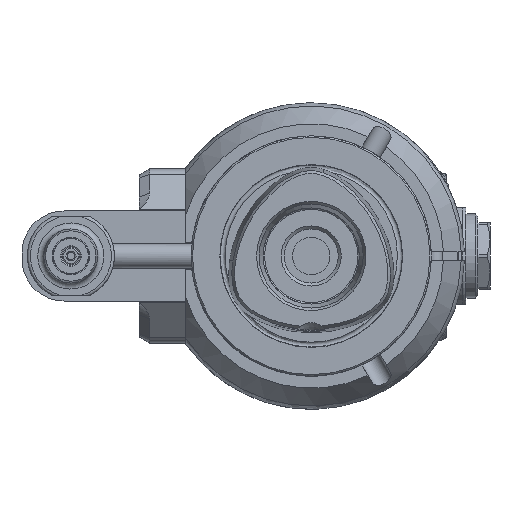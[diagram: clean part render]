
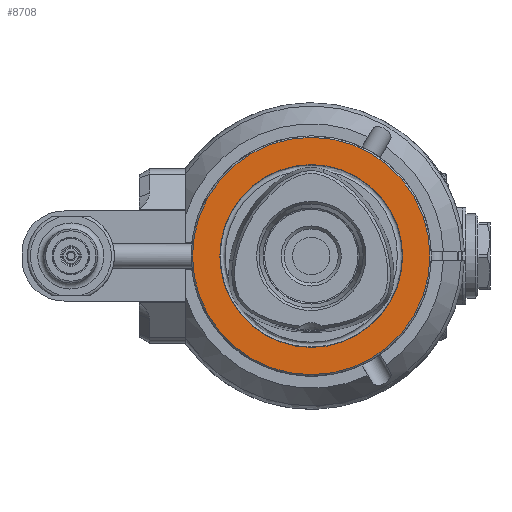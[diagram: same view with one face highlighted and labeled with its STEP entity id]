
A CAD part, left-side view. The second image highlights one B-rep face of the part: STEP entity #8708.
In plain terms, the highlighted planar face has unit normal (-1, 0, 0).
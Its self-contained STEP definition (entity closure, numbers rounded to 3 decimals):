
#282=FACE_BOUND('',#2109,.T.);
#1049=CIRCLE('',#9656,39.5);
#1050=CIRCLE('',#9658,30.414);
#1522=FACE_OUTER_BOUND('',#2108,.T.);
#2108=EDGE_LOOP('',(#7545));
#2109=EDGE_LOOP('',(#7546));
#4068=VERTEX_POINT('',#56497);
#4069=VERTEX_POINT('',#56501);
#5261=EDGE_CURVE('',#4068,#4068,#1049,.T.);
#5262=EDGE_CURVE('',#4069,#4069,#1050,.T.);
#7545=ORIENTED_EDGE('',*,*,#5261,.T.);
#7546=ORIENTED_EDGE('',*,*,#5262,.T.);
#8243=PLANE('',#9657);
#8708=ADVANCED_FACE('',(#1522,#282),#8243,.T.);
#9656=AXIS2_PLACEMENT_3D('',#56499,#11857,#11858);
#9657=AXIS2_PLACEMENT_3D('',#56500,#11859,#11860);
#9658=AXIS2_PLACEMENT_3D('',#56502,#11861,#11862);
#11857=DIRECTION('center_axis',(-1.,0.,0.));
#11858=DIRECTION('ref_axis',(0.,0.,
1.));
#11859=DIRECTION('center_axis',(-1.,0.,0.));
#11860=DIRECTION('ref_axis',(0.,0.,
-1.));
#11861=DIRECTION('center_axis',(1.,0.,0.));
#11862=DIRECTION('ref_axis',(0.,0.,-1.));
#56497=CARTESIAN_POINT('',(-78.,0.,-39.5));
#56499=CARTESIAN_POINT('Origin',(-78.,0.,
0.));
#56500=CARTESIAN_POINT('Origin',(-78.,0.,
0.));
#56501=CARTESIAN_POINT('',(-78.,0.,30.414));
#56502=CARTESIAN_POINT('Origin',(-78.,0.,
0.));
